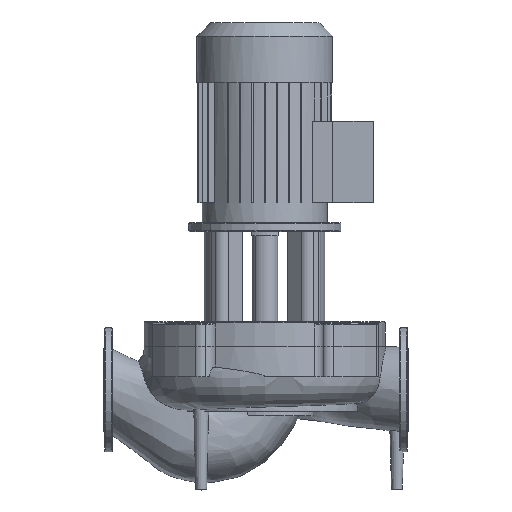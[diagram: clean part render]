
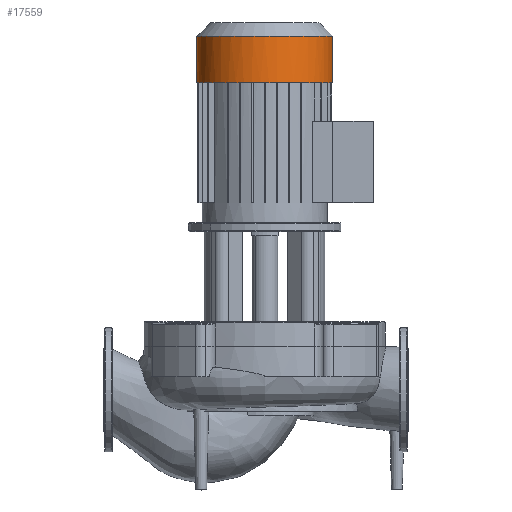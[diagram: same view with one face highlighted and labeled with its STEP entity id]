
A CAD part, top view. The second image highlights one B-rep face of the part: STEP entity #17559.
In plain terms, the highlighted cylindrical face has radius 156 mm (diameter 312 mm), a partial arc.
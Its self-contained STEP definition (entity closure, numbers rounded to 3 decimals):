
#13165=CARTESIAN_POINT('',(526.0,706.0,0.0));
#13166=VERTEX_POINT('',#13165);
#13167=CARTESIAN_POINT('',(526.0,812.8,0.0));
#13168=VERTEX_POINT('',#13167);
#13169=CARTESIAN_POINT('',(526.0,706.0,0.0));
#13170=DIRECTION('',(0.0,1.0,0.0));
#13171=VECTOR('',#13170,106.8);
#13172=LINE('',#13169,#13171);
#13173=EDGE_CURVE('',#13166,#13168,#13172,.T.);
#13175=CARTESIAN_POINT('',(214.0,706.0,0.));
#13176=VERTEX_POINT('',#13175);
#13184=CARTESIAN_POINT('',(214.0,812.8,0.));
#13185=VERTEX_POINT('',#13184);
#13186=CARTESIAN_POINT('',(214.0,706.0,0.));
#13187=DIRECTION('',(0.0,1.0,0.0));
#13188=VECTOR('',#13187,106.8);
#13189=LINE('',#13186,#13188);
#13190=EDGE_CURVE('',#13176,#13185,#13189,.T.);
#16108=CARTESIAN_POINT('',(370.0,706.0,0.0));
#16109=DIRECTION('',(0.0,1.0,0.0));
#16110=DIRECTION('',(1.0,0.0,0.0));
#16111=AXIS2_PLACEMENT_3D('',#16108,#16109,#16110);
#16112=CIRCLE('',#16111,156.0);
#16113=EDGE_CURVE('',#13176,#13166,#16112,.T.);
#17538=CARTESIAN_POINT('',(370.0,812.8,0.0));
#17539=DIRECTION('',(0.0,1.0,0.0));
#17540=DIRECTION('',(1.0,0.0,0.0));
#17541=AXIS2_PLACEMENT_3D('',#17538,#17539,#17540);
#17542=CIRCLE('',#17541,156.0);
#17543=EDGE_CURVE('',#13185,#13168,#17542,.T.);
#17548=CARTESIAN_POINT('',(370.0,844.0,0.0));
#17549=DIRECTION('',(0.0,-1.0,0.0));
#17550=DIRECTION('',(1.0,0.0,0.0));
#17551=AXIS2_PLACEMENT_3D('',#17548,#17549,#17550);
#17552=CYLINDRICAL_SURFACE('',#17551,156.0);
#17553=ORIENTED_EDGE('',*,*,#13173,.T.);
#17554=ORIENTED_EDGE('',*,*,#17543,.F.);
#17555=ORIENTED_EDGE('',*,*,#13190,.F.);
#17556=ORIENTED_EDGE('',*,*,#16113,.T.);
#17557=EDGE_LOOP('',(#17553,#17554,#17555,#17556));
#17558=FACE_OUTER_BOUND('',#17557,.T.);
#17559=ADVANCED_FACE('',(#17558),#17552,.T.);
